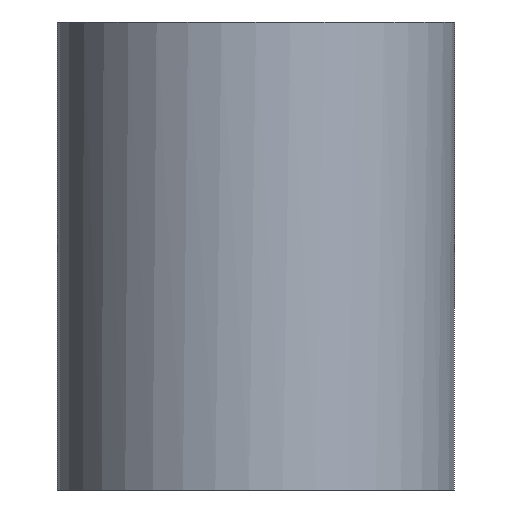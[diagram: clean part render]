
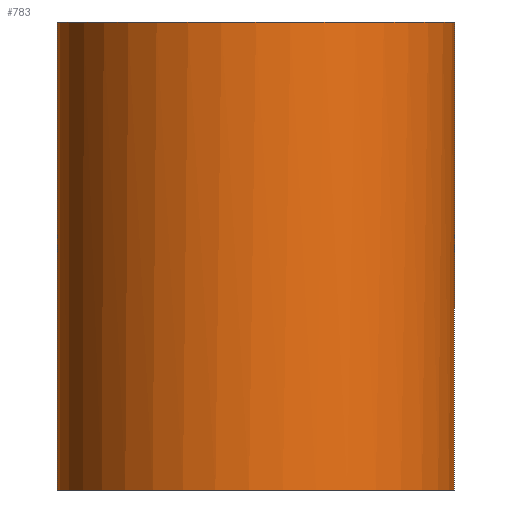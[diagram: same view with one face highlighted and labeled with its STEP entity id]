
A CAD part, front view. The second image highlights one B-rep face of the part: STEP entity #783.
In plain terms, the highlighted cylindrical face has radius 25.488 mm (diameter 50.975 mm), a full revolution.
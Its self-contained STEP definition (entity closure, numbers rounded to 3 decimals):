
#63=CIRCLE('',#853,25.488);
#64=CIRCLE('',#854,25.488);
#73=CIRCLE('',#866,25.488);
#74=CIRCLE('',#867,25.488);
#93=CIRCLE('',#893,25.488);
#120=CYLINDRICAL_SURFACE('',#905,25.488);
#158=FACE_OUTER_BOUND('',#223,.T.);
#223=EDGE_LOOP('',(#689,#690,#691,#692,#693,#694,#695,#696,#697));
#273=LINE('',#1380,#320);
#274=LINE('',#1381,#321);
#275=LINE('',#1382,#322);
#320=VECTOR('',#1148,25.488);
#321=VECTOR('',#1149,10.);
#322=VECTOR('',#1150,10.);
#362=VERTEX_POINT('',#1282);
#363=VERTEX_POINT('',#1283);
#372=VERTEX_POINT('',#1307);
#374=VERTEX_POINT('',#1310);
#375=VERTEX_POINT('',#1312);
#390=VERTEX_POINT('',#1356);
#391=VERTEX_POINT('',#1357);
#450=EDGE_CURVE('',#362,#363,#63,.T.);
#451=EDGE_CURVE('',#363,#362,#64,.T.);
#463=EDGE_CURVE('',#374,#372,#73,.T.);
#464=EDGE_CURVE('',#375,#374,#74,.T.);
#486=EDGE_CURVE('',#390,#391,#93,.T.);
#498=EDGE_CURVE('',#363,#374,#273,.T.);
#499=EDGE_CURVE('',#391,#372,#274,.T.);
#500=EDGE_CURVE('',#375,#390,#275,.T.);
#689=ORIENTED_EDGE('',*,*,#450,.F.);
#690=ORIENTED_EDGE('',*,*,#451,.F.);
#691=ORIENTED_EDGE('',*,*,#498,.T.);
#692=ORIENTED_EDGE('',*,*,#463,.T.);
#693=ORIENTED_EDGE('',*,*,#499,.F.);
#694=ORIENTED_EDGE('',*,*,#486,.F.);
#695=ORIENTED_EDGE('',*,*,#500,.F.);
#696=ORIENTED_EDGE('',*,*,#464,.T.);
#697=ORIENTED_EDGE('',*,*,#498,.F.);
#783=ADVANCED_FACE('',(#158),#120,.T.);
#853=AXIS2_PLACEMENT_3D('',#1284,#1031,#1032);
#854=AXIS2_PLACEMENT_3D('',#1285,#1033,#1034);
#866=AXIS2_PLACEMENT_3D('',#1311,#1060,#1061);
#867=AXIS2_PLACEMENT_3D('',#1313,#1062,#1063);
#893=AXIS2_PLACEMENT_3D('',#1358,#1117,#1118);
#905=AXIS2_PLACEMENT_3D('',#1379,#1146,#1147);
#1031=DIRECTION('center_axis',(0.,0.,1.));
#1032=DIRECTION('ref_axis',(1.,0.,0.));
#1033=DIRECTION('center_axis',(0.,0.,1.));
#1034=DIRECTION('ref_axis',(1.,0.,0.));
#1060=DIRECTION('center_axis',(0.,0.,1.));
#1061=DIRECTION('ref_axis',(-0.709,0.705,0.));
#1062=DIRECTION('center_axis',(0.,0.,1.));
#1063=DIRECTION('ref_axis',(-0.709,0.705,0.));
#1117=DIRECTION('center_axis',(0.,0.,-1.));
#1118=DIRECTION('ref_axis',(-0.709,0.705,0.));
#1146=DIRECTION('center_axis',(0.,0.,1.));
#1147=DIRECTION('ref_axis',(1.,0.,0.));
#1148=DIRECTION('',(0.,0.,-1.));
#1149=DIRECTION('',(0.,0.,-1.));
#1150=DIRECTION('',(0.,0.,1.));
#1282=CARTESIAN_POINT('',(25.488,-81.184,50.5));
#1283=CARTESIAN_POINT('',(-25.488,-81.184,50.5));
#1284=CARTESIAN_POINT('Origin',(0.,-81.184,50.5));
#1285=CARTESIAN_POINT('Origin',(0.,-81.184,50.5));
#1307=CARTESIAN_POINT('',(18.075,-63.214,-9.5));
#1310=CARTESIAN_POINT('',(-25.488,-81.184,-9.5));
#1311=CARTESIAN_POINT('Origin',(0.,-81.184,
-9.5));
#1312=CARTESIAN_POINT('',(-18.075,-63.214,-9.5));
#1313=CARTESIAN_POINT('Origin',(0.,-81.184,
-9.5));
#1356=CARTESIAN_POINT('',(-18.075,-63.214,9.5));
#1357=CARTESIAN_POINT('',(18.075,-63.214,9.5));
#1358=CARTESIAN_POINT('Origin',(0.,-81.184,
9.5));
#1379=CARTESIAN_POINT('Origin',(0.,-81.184,
0.));
#1380=CARTESIAN_POINT('',(-25.488,-81.184,0.));
#1381=CARTESIAN_POINT('',(18.075,-63.214,0.));
#1382=CARTESIAN_POINT('',(-18.075,-63.214,0.));
